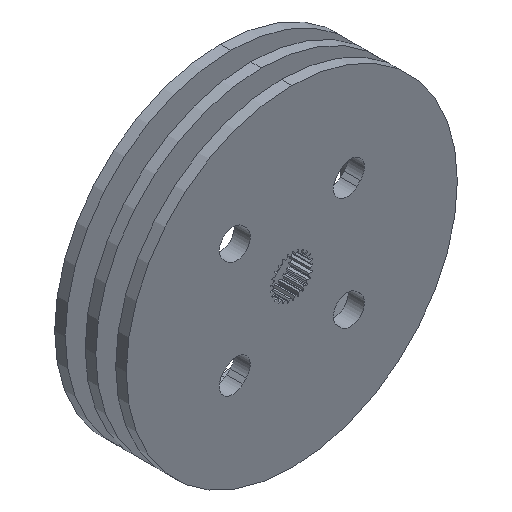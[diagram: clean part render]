
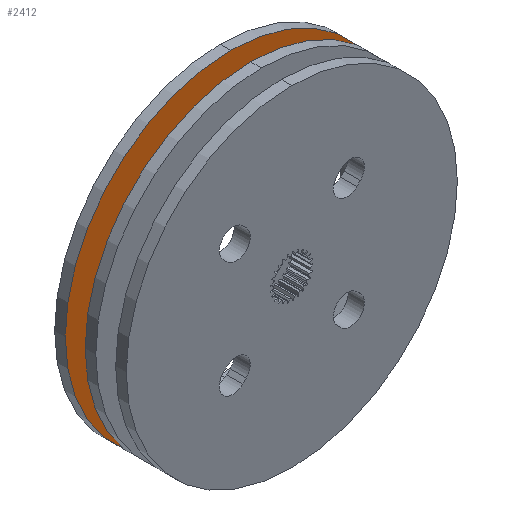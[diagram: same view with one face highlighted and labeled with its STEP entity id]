
A CAD part, isometric view. The second image highlights one B-rep face of the part: STEP entity #2412.
In plain terms, the highlighted planar face has unit normal (0, -1, 0).
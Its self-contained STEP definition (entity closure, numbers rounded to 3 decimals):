
#127 = CARTESIAN_POINT ( 'NONE',  ( 0., 8.814, -19.012 ) ) ;
#219 = FACE_BOUND ( 'NONE', #2743, .T. ) ;
#610 = DIRECTION ( 'NONE',  ( 0., 1., 0. ) ) ;
#650 = CARTESIAN_POINT ( 'NONE',  ( 0., 8.814, 23.927 ) ) ;
#669 = DIRECTION ( 'NONE',  ( 0., 1., 0. ) ) ;
#1143 = VERTEX_POINT ( 'NONE', #127 ) ;
#1244 = AXIS2_PLACEMENT_3D ( 'NONE', #2373, #610, #3545 ) ;
#1251 = DIRECTION ( 'NONE',  ( 0., 1., 0. ) ) ;
#1440 = CARTESIAN_POINT ( 'NONE',  ( 0., 8.814, 0. ) ) ;
#1664 = DIRECTION ( 'NONE',  ( 0., 1., 0. ) ) ;
#1745 = EDGE_LOOP ( 'NONE', ( #4021, #4802 ) ) ;
#2077 = VERTEX_POINT ( 'NONE', #5081 ) ;
#2087 = CIRCLE ( 'NONE', #5076, 23.927 ) ;
#2099 = CARTESIAN_POINT ( 'NONE',  ( 0., 8.814, 0. ) ) ;
#2125 = CARTESIAN_POINT ( 'NONE',  ( 0., 8.814, 0. ) ) ;
#2131 = CARTESIAN_POINT ( 'NONE',  ( 0., 8.814, 0. ) ) ;
#2149 = EDGE_CURVE ( 'NONE', #3409, #3835, #2087, .T. ) ;
#2177 = AXIS2_PLACEMENT_3D ( 'NONE', #1440, #669, #2699 ) ;
#2373 = CARTESIAN_POINT ( 'NONE',  ( 0., 8.814, 0. ) ) ;
#2393 = EDGE_CURVE ( 'NONE', #2077, #1143, #2645, .T. ) ;
#2412 = ADVANCED_FACE ( 'NONE', ( #3552, #219 ), #3332, .F. ) ;
#2645 = CIRCLE ( 'NONE', #4832, 19.012 ) ;
#2699 = DIRECTION ( 'NONE',  ( 0., 0., 1. ) ) ;
#2702 = CIRCLE ( 'NONE', #1244, 19.012 ) ;
#2743 = EDGE_LOOP ( 'NONE', ( #3158, #3216 ) ) ;
#2969 = DIRECTION ( 'NONE',  ( 0., 0., 1. ) ) ;
#2979 = CARTESIAN_POINT ( 'NONE',  ( 0., 8.814, -23.927 ) ) ;
#3056 = CIRCLE ( 'NONE', #2177, 23.927 ) ;
#3158 = ORIENTED_EDGE ( 'NONE', *, *, #3501, .T. ) ;
#3216 = ORIENTED_EDGE ( 'NONE', *, *, #2393, .T. ) ;
#3332 = PLANE ( 'NONE',  #5169 ) ;
#3409 = VERTEX_POINT ( 'NONE', #650 ) ;
#3501 = EDGE_CURVE ( 'NONE', #1143, #2077, #2702, .T. ) ;
#3545 = DIRECTION ( 'NONE',  ( 0., 0., 1. ) ) ;
#3552 = FACE_OUTER_BOUND ( 'NONE', #1745, .T. ) ;
#3814 = DIRECTION ( 'NONE',  ( 0., 1., 0. ) ) ;
#3835 = VERTEX_POINT ( 'NONE', #2979 ) ;
#4021 = ORIENTED_EDGE ( 'NONE', *, *, #5283, .F. ) ;
#4192 = DIRECTION ( 'NONE',  ( 0., 0., 1. ) ) ;
#4802 = ORIENTED_EDGE ( 'NONE', *, *, #2149, .F. ) ;
#4832 = AXIS2_PLACEMENT_3D ( 'NONE', #2131, #1664, #4192 ) ;
#5029 = DIRECTION ( 'NONE',  ( 0., 0., 1. ) ) ;
#5076 = AXIS2_PLACEMENT_3D ( 'NONE', #2125, #3814, #2969 ) ;
#5081 = CARTESIAN_POINT ( 'NONE',  ( 0., 8.814, 19.012 ) ) ;
#5169 = AXIS2_PLACEMENT_3D ( 'NONE', #2099, #1251, #5029 ) ;
#5283 = EDGE_CURVE ( 'NONE', #3835, #3409, #3056, .T. ) ;
